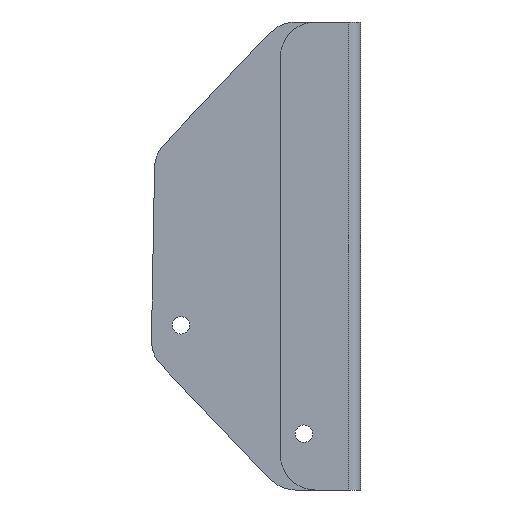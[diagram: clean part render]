
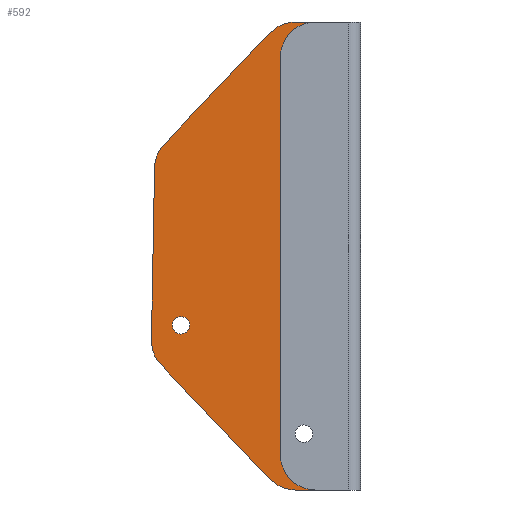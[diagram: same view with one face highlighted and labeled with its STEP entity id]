
A CAD part, left-side view. The second image highlights one B-rep face of the part: STEP entity #592.
In plain terms, the highlighted planar face has unit normal (-1, 0, 0).
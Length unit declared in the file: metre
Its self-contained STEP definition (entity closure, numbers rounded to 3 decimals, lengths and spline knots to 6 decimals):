
#39=CIRCLE('',#641,0.0015);
#40=CIRCLE('',#642,0.0015);
#41=CIRCLE('',#643,0.006);
#42=CIRCLE('',#644,0.006);
#43=CIRCLE('',#645,0.006);
#44=CIRCLE('',#646,0.006);
#93=ORIENTED_EDGE('',*,*,#245,.T.);
#94=ORIENTED_EDGE('',*,*,#246,.T.);
#95=ORIENTED_EDGE('',*,*,#247,.F.);
#96=ORIENTED_EDGE('',*,*,#248,.T.);
#97=ORIENTED_EDGE('',*,*,#249,.F.);
#98=ORIENTED_EDGE('',*,*,#250,.T.);
#99=ORIENTED_EDGE('',*,*,#251,.F.);
#100=ORIENTED_EDGE('',*,*,#252,.T.);
#101=ORIENTED_EDGE('',*,*,#253,.F.);
#102=ORIENTED_EDGE('',*,*,#254,.T.);
#103=ORIENTED_EDGE('',*,*,#255,.F.);
#104=ORIENTED_EDGE('',*,*,#256,.T.);
#245=EDGE_CURVE('',#321,#321,#39,.T.);
#246=EDGE_CURVE('',#322,#322,#40,.T.);
#247=EDGE_CURVE('',#323,#324,#41,.T.);
#248=EDGE_CURVE('',#323,#325,#379,.T.);
#249=EDGE_CURVE('',#326,#325,#380,.T.);
#250=EDGE_CURVE('',#326,#327,#381,.T.);
#251=EDGE_CURVE('',#328,#327,#42,.T.);
#252=EDGE_CURVE('',#328,#329,#382,.T.);
#253=EDGE_CURVE('',#330,#329,#43,.T.);
#254=EDGE_CURVE('',#330,#331,#383,.T.);
#255=EDGE_CURVE('',#332,#331,#44,.T.);
#256=EDGE_CURVE('',#332,#324,#384,.T.);
#321=VERTEX_POINT('',#910);
#322=VERTEX_POINT('',#912);
#323=VERTEX_POINT('',#914);
#324=VERTEX_POINT('',#915);
#325=VERTEX_POINT('',#917);
#326=VERTEX_POINT('',#919);
#327=VERTEX_POINT('',#921);
#328=VERTEX_POINT('',#923);
#329=VERTEX_POINT('',#925);
#330=VERTEX_POINT('',#927);
#331=VERTEX_POINT('',#929);
#332=VERTEX_POINT('',#931);
#379=LINE('',#916,#429);
#380=LINE('',#918,#430);
#381=LINE('',#920,#431);
#382=LINE('',#924,#432);
#383=LINE('',#928,#433);
#384=LINE('',#932,#434);
#429=VECTOR('',#736,1.);
#430=VECTOR('',#737,1.);
#431=VECTOR('',#738,1.);
#432=VECTOR('',#741,1.);
#433=VECTOR('',#744,1.);
#434=VECTOR('',#747,1.);
#473=EDGE_LOOP('',(#93));
#474=EDGE_LOOP('',(#94));
#475=EDGE_LOOP('',(#95,#96,#97,#98,#99,#100,#101,#102,#103,#104));
#527=FACE_BOUND('',#473,.T.);
#528=FACE_BOUND('',#474,.T.);
#529=FACE_BOUND('',#475,.T.);
#576=PLANE('',#640);
#592=ADVANCED_FACE('',(#527,#528,#529),#576,.F.);
#640=AXIS2_PLACEMENT_3D('',#908,#728,#729);
#641=AXIS2_PLACEMENT_3D('',#909,#730,#731);
#642=AXIS2_PLACEMENT_3D('',#911,#732,#733);
#643=AXIS2_PLACEMENT_3D('',#913,#734,#735);
#644=AXIS2_PLACEMENT_3D('',#922,#739,#740);
#645=AXIS2_PLACEMENT_3D('',#926,#742,#743);
#646=AXIS2_PLACEMENT_3D('',#930,#745,#746);
#728=DIRECTION('',(1.,0.,0.));
#729=DIRECTION('',(0.,0.,-1.));
#730=DIRECTION('',(1.,0.,0.));
#731=DIRECTION('',(0.,0.,1.));
#732=DIRECTION('',(1.,0.,0.));
#733=DIRECTION('',(0.,0.,-1.));
#734=DIRECTION('',(1.,0.,0.));
#735=DIRECTION('',(0.,0.394,-0.919));
#736=DIRECTION('',(0.,-1.,0.));
#737=DIRECTION('',(0.,0.,-1.));
#738=DIRECTION('',(0.,1.,0.));
#739=DIRECTION('',(1.,0.,0.));
#740=DIRECTION('',(0.,0.394,0.919));
#741=DIRECTION('',(0.,0.69,-0.724));
#742=DIRECTION('',(1.,0.,0.));
#743=DIRECTION('',(0.,0.925,0.38));
#744=DIRECTION('',(0.,0.018,-1.));
#745=DIRECTION('',(1.,0.,0.));
#746=DIRECTION('',(0.,0.932,-0.363));
#747=DIRECTION('',(0.,-0.69,-0.724));
#908=CARTESIAN_POINT('',(0.0033,0.018746,-0.01));
#909=CARTESIAN_POINT('',(0.0033,0.0307,-0.021846));
#910=CARTESIAN_POINT('',(0.0033,0.0307,-0.020346));
#911=CARTESIAN_POINT('',(0.0033,0.0097,-0.040366));
#912=CARTESIAN_POINT('',(0.0033,0.0097,-0.041866));
#913=CARTESIAN_POINT('',(0.0033,0.011132,-0.044));
#914=CARTESIAN_POINT('',(0.0033,0.011132,-0.05));
#915=CARTESIAN_POINT('',(0.0033,0.015473,-0.048142));
#916=CARTESIAN_POINT('',(0.0033,0.0017,-0.05));
#917=CARTESIAN_POINT('',(0.0033,0.0017,-0.05));
#918=CARTESIAN_POINT('',(0.0033,0.0017,-0.01));
#919=CARTESIAN_POINT('',(0.0033,0.0017,0.03));
#920=CARTESIAN_POINT('',(0.0033,0.0137,0.03));
#921=CARTESIAN_POINT('',(0.0033,0.011128,0.03));
#922=CARTESIAN_POINT('',(0.0033,0.011128,0.024));
#923=CARTESIAN_POINT('',(0.0033,0.015473,0.028137));
#924=CARTESIAN_POINT('',(0.0033,0.035171,0.00745));
#925=CARTESIAN_POINT('',(0.0033,0.033559,0.009142));
#926=CARTESIAN_POINT('',(0.0033,0.029214,0.005005));
#927=CARTESIAN_POINT('',(0.0033,0.035213,0.005113));
#928=CARTESIAN_POINT('',(0.0033,0.035791,-0.026846));
#929=CARTESIAN_POINT('',(0.0033,0.035747,-0.02438));
#930=CARTESIAN_POINT('',(0.0033,0.029748,-0.024489));
#931=CARTESIAN_POINT('',(0.0033,0.034089,-0.028631));
#932=CARTESIAN_POINT('',(0.0033,0.0137,-0.05));
